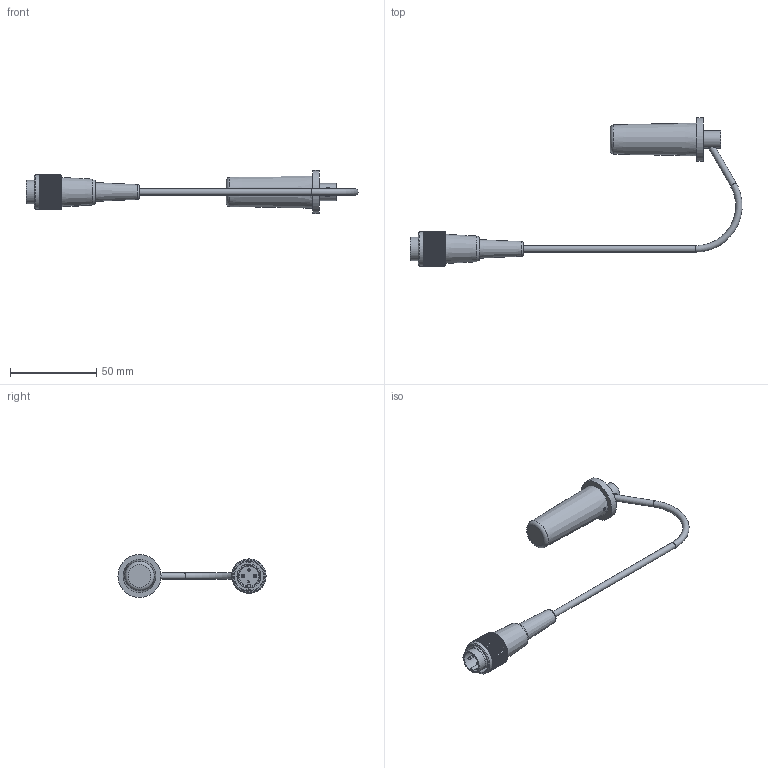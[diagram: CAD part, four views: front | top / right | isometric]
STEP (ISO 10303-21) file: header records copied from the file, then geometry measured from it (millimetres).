
FILE_DESCRIPTION(/* description */ (''),/* implementation_level */ '2;1');
FILE_NAME(/* name */ '1606 0099_XRPK-3-6L6.stp',/* time_stamp */ '2024-09-02T19:55:03+02:00',/* author */ ('kuttig'),/* organization */ (''),/* preprocessor_version */ 'ST-DEVELOPER v16.13',/* originating_system */ 'Autodesk Inventor 2018',/* authorisation */ '');
FILE_SCHEMA (('AUTOMOTIVE_DESIGN { 1 0 10303 214 3 1 1 }'));
Length unit declared in the file: millimetre
Products named in the file (1): 1606 0099_XRPK-3-6L6_Shrinkwrap_1
Bounding box: 192.58 x 85.93 x 25 mm (x, y, z)
Volume: 23645.7 mm3; surface area: 13743.8 mm2
Topology: 4 solids, 4 shells, 376 faces, 1050 edges, 688 vertices
Faces by surface type: plane 313, cylinder 31, cone 15, torus 7, bspline 6, sphere 4
Full cylindrical faces by diameter (mm): 1 x1, 1.49 x3, 1.7 x2, 3.7 x3, 4.7 x1, 5 x1, 10 x1, 10.2 x1, 13.6 x1, 13.9 x1, 17.1 x1, 19.9 x1, 25 x1
Entity records: 12541 total; most frequent: CARTESIAN_POINT 2540, DIRECTION 2042, ORIENTED_EDGE 1956, EDGE_CURVE 978, AXIS2_PLACEMENT_3D 713, VERTEX_POINT 662, LINE 616, VECTOR 616
